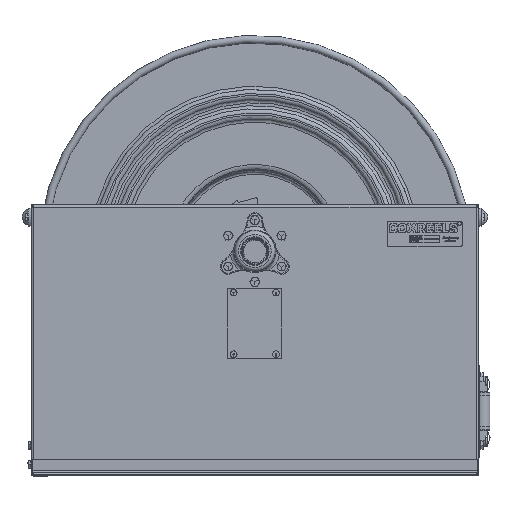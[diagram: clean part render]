
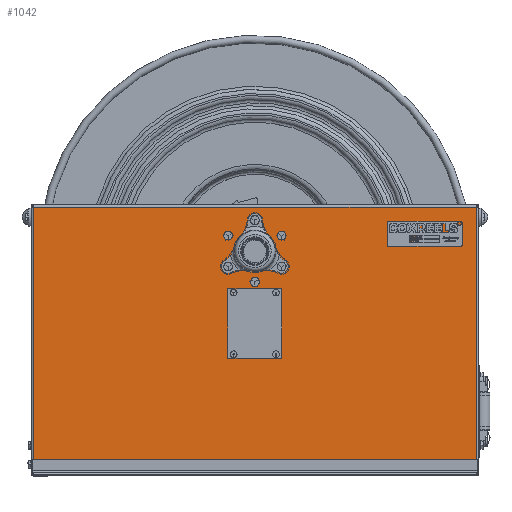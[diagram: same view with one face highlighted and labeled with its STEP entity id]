
A CAD part, top view. The second image highlights one B-rep face of the part: STEP entity #1042.
In plain terms, the highlighted planar face has unit normal (0, 0, 1).
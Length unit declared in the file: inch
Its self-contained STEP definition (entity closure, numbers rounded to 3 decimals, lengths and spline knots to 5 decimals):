
#673=CARTESIAN_POINT('',(-14.3506,-8.75,0.0747));
#674=VERTEX_POINT('',#673);
#682=CARTESIAN_POINT('',(-14.3506,8.6006,0.0747));
#683=VERTEX_POINT('',#682);
#684=CARTESIAN_POINT('',(-14.3506,8.6006,0.0747));
#685=DIRECTION('',(0.0,-1.0,0.0));
#686=VECTOR('',#685,17.3506);
#687=LINE('',#684,#686);
#688=EDGE_CURVE('',#683,#674,#687,.T.);
#714=CARTESIAN_POINT('',(14.3506,8.6006,0.0747));
#715=VERTEX_POINT('',#714);
#716=CARTESIAN_POINT('',(14.3506,8.6006,0.0747));
#717=DIRECTION('',(-1.0,0.0,0.0));
#718=VECTOR('',#717,28.7012);
#719=LINE('',#716,#718);
#720=EDGE_CURVE('',#715,#683,#719,.T.);
#762=CARTESIAN_POINT('',(14.3506,-8.75,0.0747));
#763=VERTEX_POINT('',#762);
#764=CARTESIAN_POINT('',(14.3506,-8.75,0.0747));
#765=DIRECTION('',(0.0,1.0,0.0));
#766=VECTOR('',#765,17.3506);
#767=LINE('',#764,#766);
#768=EDGE_CURVE('',#763,#715,#767,.T.);
#871=CARTESIAN_POINT('',(0.,0.,0.0747));
#872=DIRECTION('',(0.0,0.0,1.0));
#873=DIRECTION('',(1.0,0.0,0.0));
#874=AXIS2_PLACEMENT_3D('',#871,#872,#873);
#875=PLANE('',#874);
#876=ORIENTED_EDGE('',*,*,#688,.T.);
#877=CARTESIAN_POINT('',(14.3506,-8.75,0.0747));
#878=DIRECTION('',(-1.0,0.0,0.0));
#879=VECTOR('',#878,28.7012);
#880=LINE('',#877,#879);
#881=EDGE_CURVE('',#763,#674,#880,.T.);
#882=ORIENTED_EDGE('',*,*,#881,.F.);
#883=ORIENTED_EDGE('',*,*,#768,.T.);
#884=ORIENTED_EDGE('',*,*,#720,.T.);
#885=EDGE_LOOP('',(#876,#882,#883,#884));
#886=FACE_OUTER_BOUND('',#885,.T.);
#887=CARTESIAN_POINT('',(-1.,-0.94,0.0747));
#888=VERTEX_POINT('',#887);
#889=CARTESIAN_POINT('',(-1.,3.06,0.0747));
#890=VERTEX_POINT('',#889);
#891=CARTESIAN_POINT('',(-1.,-0.94,0.0747));
#892=DIRECTION('',(0.0,1.0,0.0));
#893=VECTOR('',#892,4.0);
#894=LINE('',#891,#893);
#895=EDGE_CURVE('',#888,#890,#894,.T.);
#896=ORIENTED_EDGE('',*,*,#895,.T.);
#897=CARTESIAN_POINT('',(1.0,3.06,0.0747));
#898=VERTEX_POINT('',#897);
#899=CARTESIAN_POINT('',(-1.,3.06,0.0747));
#900=DIRECTION('',(1.0,0.0,0.0));
#901=VECTOR('',#900,2.);
#902=LINE('',#899,#901);
#903=EDGE_CURVE('',#890,#898,#902,.T.);
#904=ORIENTED_EDGE('',*,*,#903,.T.);
#905=CARTESIAN_POINT('',(1.,-0.94,0.0747));
#906=VERTEX_POINT('',#905);
#907=CARTESIAN_POINT('',(1.,3.06,0.0747));
#908=DIRECTION('',(0.0,-1.0,0.0));
#909=VECTOR('',#908,4.0);
#910=LINE('',#907,#909);
#911=EDGE_CURVE('',#898,#906,#910,.T.);
#912=ORIENTED_EDGE('',*,*,#911,.T.);
#913=CARTESIAN_POINT('',(1.,-0.94,0.0747));
#914=DIRECTION('',(-1.0,0.0,0.0));
#915=VECTOR('',#914,2.);
#916=LINE('',#913,#915);
#917=EDGE_CURVE('',#906,#888,#916,.T.);
#918=ORIENTED_EDGE('',*,*,#917,.T.);
#919=EDGE_LOOP('',(#896,#904,#912,#918));
#920=FACE_BOUND('',#919,.T.);
#921=CARTESIAN_POINT('',(1.53,-0.94,0.0747));
#922=VERTEX_POINT('',#921);
#923=CARTESIAN_POINT('',(1.375,-0.94,0.0747));
#924=DIRECTION('',(0.0,0.0,-1.0));
#925=DIRECTION('',(1.0,0.0,0.0));
#926=AXIS2_PLACEMENT_3D('',#923,#924,#925);
#927=CIRCLE('',#926,0.155);
#928=EDGE_CURVE('',#922,#922,#927,.T.);
#929=ORIENTED_EDGE('',*,*,#928,.T.);
#930=EDGE_LOOP('',(#929));
#931=FACE_BOUND('',#930,.T.);
#932=CARTESIAN_POINT('',(-1.22,3.06,0.0747));
#933=VERTEX_POINT('',#932);
#934=CARTESIAN_POINT('',(-1.375,3.06,0.0747));
#935=DIRECTION('',(0.0,0.0,-1.0));
#936=DIRECTION('',(1.0,0.0,0.0));
#937=AXIS2_PLACEMENT_3D('',#934,#935,#936);
#938=CIRCLE('',#937,0.155);
#939=EDGE_CURVE('',#933,#933,#938,.T.);
#940=ORIENTED_EDGE('',*,*,#939,.T.);
#941=EDGE_LOOP('',(#940));
#942=FACE_BOUND('',#941,.T.);
#943=CARTESIAN_POINT('',(1.53,3.06,0.0747));
#944=VERTEX_POINT('',#943);
#945=CARTESIAN_POINT('',(1.375,3.06,0.0747));
#946=DIRECTION('',(0.0,0.0,-1.0));
#947=DIRECTION('',(1.0,0.0,0.0));
#948=AXIS2_PLACEMENT_3D('',#945,#946,#947);
#949=CIRCLE('',#948,0.155);
#950=EDGE_CURVE('',#944,#944,#949,.T.);
#951=ORIENTED_EDGE('',*,*,#950,.T.);
#952=EDGE_LOOP('',(#951));
#953=FACE_BOUND('',#952,.T.);
#954=CARTESIAN_POINT('',(-1.22,-0.94,0.0747));
#955=VERTEX_POINT('',#954);
#956=CARTESIAN_POINT('',(-1.375,-0.94,0.0747));
#957=DIRECTION('',(0.0,0.0,-1.0));
#958=DIRECTION('',(1.0,0.0,0.0));
#959=AXIS2_PLACEMENT_3D('',#956,#957,#958);
#960=CIRCLE('',#959,0.155);
#961=EDGE_CURVE('',#955,#955,#960,.T.);
#962=ORIENTED_EDGE('',*,*,#961,.T.);
#963=EDGE_LOOP('',(#962));
#964=FACE_BOUND('',#963,.T.);
#965=CARTESIAN_POINT('',(1.95205,4.75,0.0747));
#966=VERTEX_POINT('',#965);
#967=CARTESIAN_POINT('',(1.73205,4.75,0.0747));
#968=DIRECTION('',(0.0,0.0,-1.0));
#969=DIRECTION('',(1.0,0.0,0.0));
#970=AXIS2_PLACEMENT_3D('',#967,#968,#969);
#971=CIRCLE('',#970,0.22);
#972=EDGE_CURVE('',#966,#966,#971,.T.);
#973=ORIENTED_EDGE('',*,*,#972,.T.);
#974=EDGE_LOOP('',(#973));
#975=FACE_BOUND('',#974,.T.);
#976=CARTESIAN_POINT('',(-1.51205,4.75,0.0747));
#977=VERTEX_POINT('',#976);
#978=CARTESIAN_POINT('',(-1.73205,4.75,0.0747));
#979=DIRECTION('',(0.0,0.0,-1.0));
#980=DIRECTION('',(1.0,0.0,0.0));
#981=AXIS2_PLACEMENT_3D('',#978,#979,#980);
#982=CIRCLE('',#981,0.22);
#983=EDGE_CURVE('',#977,#977,#982,.T.);
#984=ORIENTED_EDGE('',*,*,#983,.T.);
#985=EDGE_LOOP('',(#984));
#986=FACE_BOUND('',#985,.T.);
#987=CARTESIAN_POINT('',(0.22,7.75,0.0747));
#988=VERTEX_POINT('',#987);
#989=CARTESIAN_POINT('',(0.0,7.75,0.0747));
#990=DIRECTION('',(0.0,0.0,-1.0));
#991=DIRECTION('',(1.0,0.0,0.0));
#992=AXIS2_PLACEMENT_3D('',#989,#990,#991);
#993=CIRCLE('',#992,0.22);
#994=EDGE_CURVE('',#988,#988,#993,.T.);
#995=ORIENTED_EDGE('',*,*,#994,.T.);
#996=EDGE_LOOP('',(#995));
#997=FACE_BOUND('',#996,.T.);
#998=CARTESIAN_POINT('',(-1.51205,6.75,0.0747));
#999=VERTEX_POINT('',#998);
#1000=CARTESIAN_POINT('',(-1.73205,6.75,0.0747));
#1001=DIRECTION('',(0.0,0.0,-1.0));
#1002=DIRECTION('',(1.0,0.0,0.0));
#1003=AXIS2_PLACEMENT_3D('',#1000,#1001,#1002);
#1004=CIRCLE('',#1003,0.22);
#1005=EDGE_CURVE('',#999,#999,#1004,.T.);
#1006=ORIENTED_EDGE('',*,*,#1005,.T.);
#1007=EDGE_LOOP('',(#1006));
#1008=FACE_BOUND('',#1007,.T.);
#1009=CARTESIAN_POINT('',(0.22,3.75,0.0747));
#1010=VERTEX_POINT('',#1009);
#1011=CARTESIAN_POINT('',(0.,3.75,0.0747));
#1012=DIRECTION('',(0.0,0.0,-1.0));
#1013=DIRECTION('',(1.0,0.0,0.0));
#1014=AXIS2_PLACEMENT_3D('',#1011,#1012,#1013);
#1015=CIRCLE('',#1014,0.22);
#1016=EDGE_CURVE('',#1010,#1010,#1015,.T.);
#1017=ORIENTED_EDGE('',*,*,#1016,.T.);
#1018=EDGE_LOOP('',(#1017));
#1019=FACE_BOUND('',#1018,.T.);
#1020=CARTESIAN_POINT('',(1.95205,6.75,0.0747));
#1021=VERTEX_POINT('',#1020);
#1022=CARTESIAN_POINT('',(1.73205,6.75,0.0747));
#1023=DIRECTION('',(0.0,0.0,-1.0));
#1024=DIRECTION('',(1.0,0.0,0.0));
#1025=AXIS2_PLACEMENT_3D('',#1022,#1023,#1024);
#1026=CIRCLE('',#1025,0.22);
#1027=EDGE_CURVE('',#1021,#1021,#1026,.T.);
#1028=ORIENTED_EDGE('',*,*,#1027,.T.);
#1029=EDGE_LOOP('',(#1028));
#1030=FACE_BOUND('',#1029,.T.);
#1031=CARTESIAN_POINT('',(1.14,5.75,0.0747));
#1032=VERTEX_POINT('',#1031);
#1033=CARTESIAN_POINT('',(0.0,5.75,0.0747));
#1034=DIRECTION('',(0.0,0.0,-1.0));
#1035=DIRECTION('',(-1.0,0.0,0.0));
#1036=AXIS2_PLACEMENT_3D('',#1033,#1034,#1035);
#1037=CIRCLE('',#1036,1.14);
#1038=EDGE_CURVE('',#1032,#1032,#1037,.T.);
#1039=ORIENTED_EDGE('',*,*,#1038,.T.);
#1040=EDGE_LOOP('',(#1039));
#1041=FACE_BOUND('',#1040,.T.);
#1042=ADVANCED_FACE('',(#886,#920,#931,#942,#953,#964,#975,#986,#997,#1008,#1019,#1030,#1041),#875,.T.);
